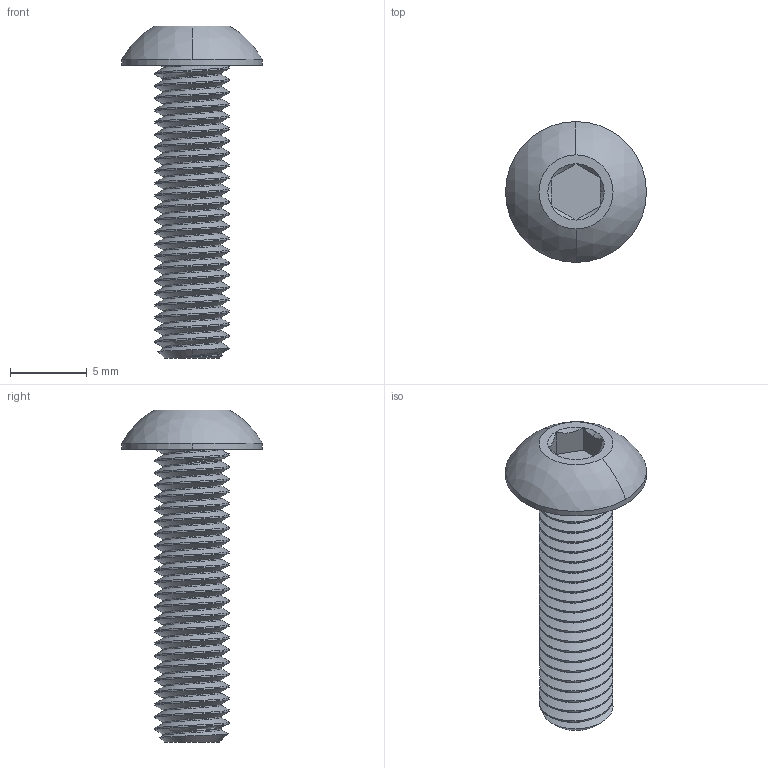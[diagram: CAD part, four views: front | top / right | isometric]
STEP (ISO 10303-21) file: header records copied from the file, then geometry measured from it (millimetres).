
FILE_DESCRIPTION (( 'STEP AP203' ), '1' );
FILE_NAME ('WCP-0254.STEP', '2021-05-12T23:10:16', ( '' ), ( '' ), 'SwSTEP 2.0', 'SolidWorks 2020', '' );
FILE_SCHEMA (( 'CONFIG_CONTROL_DESIGN' ));
Length unit declared in the file: inch
Products named in the file (1): WCP-0254
Bounding box: 9.17 x 9.17 x 21.62 mm (x, y, z)
Volume: 386.5 mm3; surface area: 630.9 mm2
Topology: 1 solids, 1 shells, 74 faces, 199 edges, 130 vertices
Faces by surface type: cylinder 49, cone 10, plane 10, bspline 3, sphere 2
Entity records: 6503 total; most frequent: CARTESIAN_POINT 4890, ORIENTED_EDGE 396, DIRECTION 250, EDGE_CURVE 198, VERTEX_POINT 128, AXIS2_PLACEMENT_3D 93, EDGE_LOOP 76, ADVANCED_FACE 74
